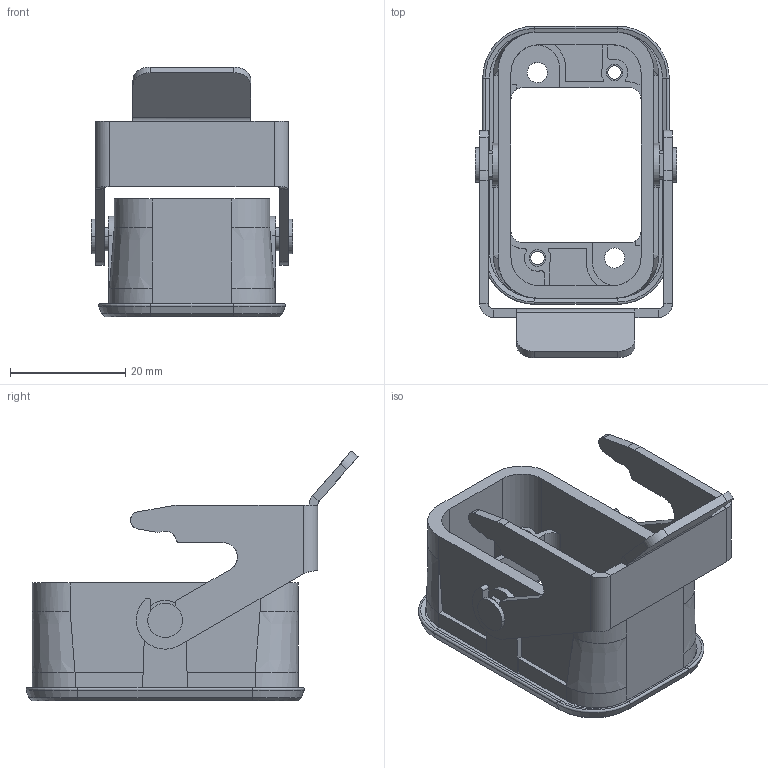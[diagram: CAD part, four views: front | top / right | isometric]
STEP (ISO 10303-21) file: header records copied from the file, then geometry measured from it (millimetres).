
FILE_DESCRIPTION(('CATIA V5 STEP','CAx-IF Rec.Pracs.--- Model Styling and Organization---1.2---2011-12-15'),'2;1');
FILE_NAME ('13406149_2', '2018-08-07T07:55:23+00:00', ('none'), ('Weidmueller'), 'CATIA Version 5-6 Release 2014 SP4 HF52', 'CATIA V5 STEP AP214', 'none');
FILE_SCHEMA(('AUTOMOTIVE_DESIGN { 1 0 10303 214 1 1 1 1 }'));
Length unit declared in the file: millimetre
Products named in the file (1): 1003040000
Bounding box: 35 x 57.65 x 43.41 mm (x, y, z)
Volume: 9726.6 mm3; surface area: 11356.8 mm2
Topology: 1 solids, 1 shells, 269 faces, 698 edges, 442 vertices
Faces by surface type: plane 133, cylinder 114, cone 12, bspline 6, torus 4
Entity records: 8152 total; most frequent: CARTESIAN_POINT 1889, ORIENTED_EDGE 1396, DIRECTION 1071, EDGE_CURVE 698, VERTEX_POINT 442, AXIS2_PLACEMENT_3D 433, VECTOR 426, LINE 426
